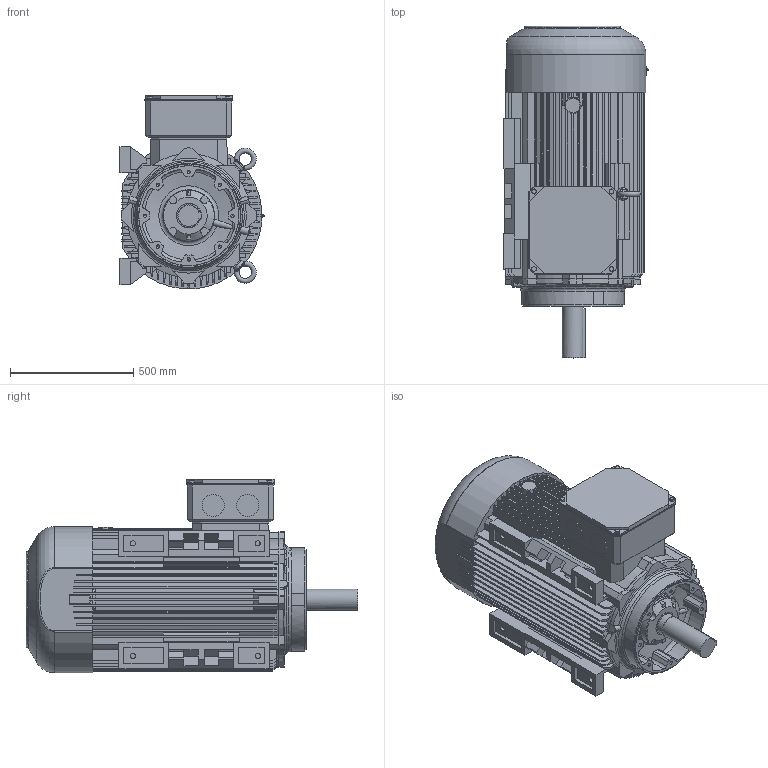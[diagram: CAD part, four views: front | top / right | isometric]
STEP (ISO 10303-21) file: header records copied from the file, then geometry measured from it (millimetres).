
FILE_DESCRIPTION( ( 'Unknown' ), '1' );
FILE_NAME( 'SIE447_TCL4B.stp', 'Unknown', ( 'Unknown' ), ( 'Unknown' ), 'XStep 1.0', 'Unknown', ' ' );
FILE_SCHEMA( ( 'CONFIG_CONTROL_DESIGN' ) );
Length unit declared in the file: millimetre
Products named in the file (1): 1
Bounding box: 585.4 x 1348.73 x 786.69 mm (x, y, z)
Volume: 278366483.4 mm3; surface area: 6312533 mm2
Topology: 1 solids, 7 shells, 1128 faces, 3127 edges, 2048 vertices
Faces by surface type: plane 714, cylinder 272, cone 85, torus 36, bspline 21
Full cylindrical faces by diameter (mm): 1.6 x2, 5 x10, 10.106 x4, 13.376 x8, 16.63 x4, 19.6 x1, 21 x4, 24 x2, 26 x4, 50 x2, 85.799 x1, 89.1 x1, 90 x3, 100 x1, 208 x1, 210 x1, 406.4 x1, 420 x1
Entity records: 44345 total; most frequent: CARTESIAN_POINT 16157, ORIENTED_EDGE 5988, DIRECTION 5585, EDGE_CURVE 2994, VERTEX_POINT 2015, LINE 1937, VECTOR 1937, AXIS2_PLACEMENT_3D 1824
